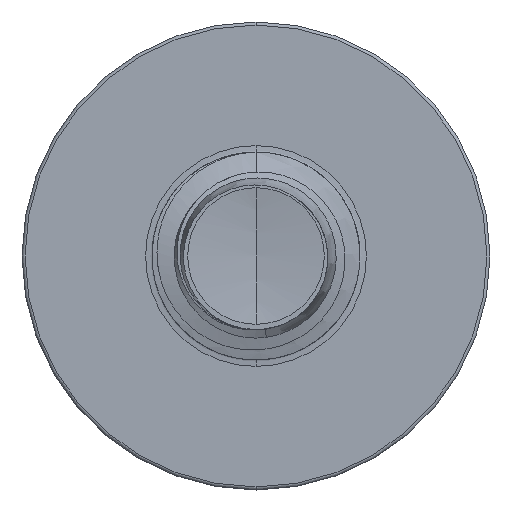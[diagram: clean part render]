
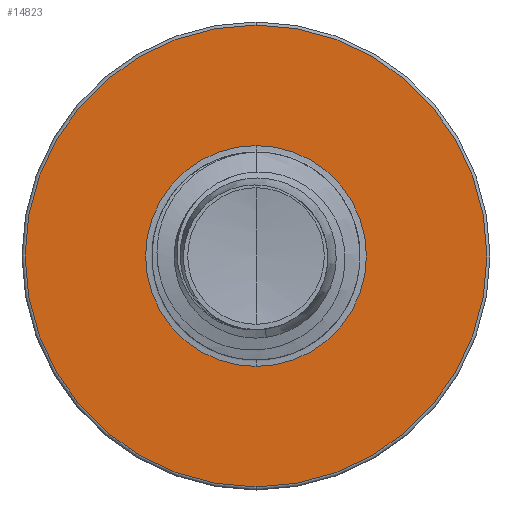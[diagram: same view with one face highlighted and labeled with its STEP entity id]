
A CAD part, front view. The second image highlights one B-rep face of the part: STEP entity #14823.
In plain terms, the highlighted planar face has unit normal (0, -1, 0).
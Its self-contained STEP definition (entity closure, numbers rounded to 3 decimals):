
#1143 = AXIS2_PLACEMENT_3D ( 'NONE', #39148, #21111, #2948 ) ;
#1290 = CARTESIAN_POINT ( 'NONE',  ( 0., 25., -6.66 ) ) ;
#2055 = ORIENTED_EDGE ( 'NONE', *, *, #18196, .F. ) ;
#2635 = CIRCLE ( 'NONE', #1143, 6.66 ) ;
#2948 = DIRECTION ( 'NONE',  ( 0., 0., 1. ) ) ;
#3249 = DIRECTION ( 'NONE',  ( 0., 1., 0. ) ) ;
#4049 = VERTEX_POINT ( 'NONE', #1290 ) ;
#4979 = VERTEX_POINT ( 'NONE', #36807 ) ;
#5428 = CARTESIAN_POINT ( 'NONE',  ( 0., 25., 0. ) ) ;
#8464 = DIRECTION ( 'NONE',  ( 0., 0., 1. ) ) ;
#8680 = CARTESIAN_POINT ( 'NONE',  ( 0., 25., 3.186 ) ) ;
#8857 = CIRCLE ( 'NONE', #10464, 6.66 ) ;
#10464 = AXIS2_PLACEMENT_3D ( 'NONE', #5428, #26637, #8464 ) ;
#10467 = CARTESIAN_POINT ( 'NONE',  ( 0., 25., -3.186 ) ) ;
#10486 = CARTESIAN_POINT ( 'NONE',  ( 0., 25., 0. ) ) ;
#11533 = EDGE_CURVE ( 'NONE', #4049, #4979, #8857, .T. ) ;
#13545 = DIRECTION ( 'NONE',  ( 0., 0., 1. ) ) ;
#13563 = EDGE_CURVE ( 'NONE', #21000, #16096, #21643, .T. ) ;
#14823 = ADVANCED_FACE ( 'NONE', ( #16905, #24958 ), #32984, .F. ) ;
#16096 = VERTEX_POINT ( 'NONE', #10467 ) ;
#16905 = FACE_OUTER_BOUND ( 'NONE', #23657, .T. ) ;
#17929 = DIRECTION ( 'NONE',  ( 0., 0., 1. ) ) ;
#18196 = EDGE_CURVE ( 'NONE', #4979, #4049, #2635, .T. ) ;
#19959 = EDGE_LOOP ( 'NONE', ( #27178, #20092 ) ) ;
#20092 = ORIENTED_EDGE ( 'NONE', *, *, #30879, .T. ) ;
#20854 = CARTESIAN_POINT ( 'NONE',  ( 0., 25., -3.186 ) ) ;
#21000 = VERTEX_POINT ( 'NONE', #8680 ) ;
#21111 = DIRECTION ( 'NONE',  ( 0., 1., 0. ) ) ;
#21413 = CARTESIAN_POINT ( 'NONE',  ( 0., 25., 0. ) ) ;
#21643 = CIRCLE ( 'NONE', #32032, 3.186 ) ;
#23657 = EDGE_LOOP ( 'NONE', ( #2055, #34235 ) ) ;
#24465 = DIRECTION ( 'NONE',  ( 0., 0., 1. ) ) ;
#24958 = FACE_BOUND ( 'NONE', #19959, .T. ) ;
#26637 = DIRECTION ( 'NONE',  ( 0., 1., 0. ) ) ;
#27178 = ORIENTED_EDGE ( 'NONE', *, *, #13563, .T. ) ;
#30879 = EDGE_CURVE ( 'NONE', #16096, #21000, #37568, .T. ) ;
#31660 = DIRECTION ( 'NONE',  ( 0., 1., 0. ) ) ;
#32032 = AXIS2_PLACEMENT_3D ( 'NONE', #21413, #3249, #24465 ) ;
#32984 = PLANE ( 'NONE',  #33287 ) ;
#33287 = AXIS2_PLACEMENT_3D ( 'NONE', #20854, #36002, #17929 ) ;
#34235 = ORIENTED_EDGE ( 'NONE', *, *, #11533, .F. ) ;
#34908 = AXIS2_PLACEMENT_3D ( 'NONE', #10486, #31660, #13545 ) ;
#36002 = DIRECTION ( 'NONE',  ( 0., 1., 0. ) ) ;
#36807 = CARTESIAN_POINT ( 'NONE',  ( 0., 25., 6.66 ) ) ;
#37568 = CIRCLE ( 'NONE', #34908, 3.186 ) ;
#39148 = CARTESIAN_POINT ( 'NONE',  ( 0., 25., 0. ) ) ;
